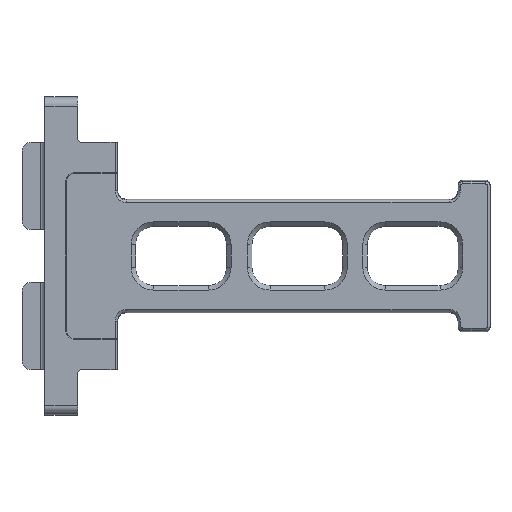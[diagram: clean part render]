
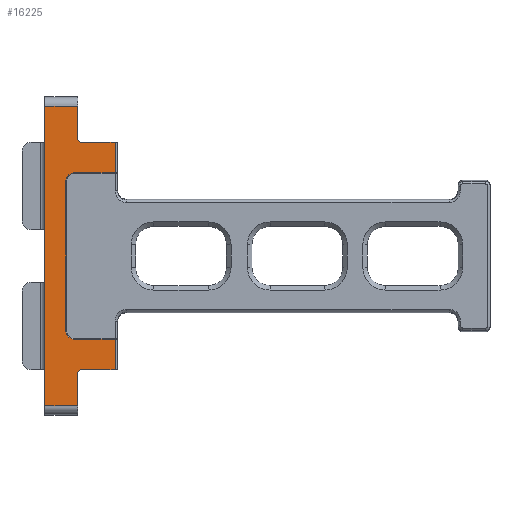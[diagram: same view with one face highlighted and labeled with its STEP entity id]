
A CAD part, front view. The second image highlights one B-rep face of the part: STEP entity #16225.
In plain terms, the highlighted planar face has unit normal (0, -1, 0).
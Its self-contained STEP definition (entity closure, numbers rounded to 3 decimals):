
#110 = EDGE_CURVE ( 'NONE', #15928, #203, #15326, .T. ) ;
#203 = VERTEX_POINT ( 'NONE', #11764 ) ;
#256 = VECTOR ( 'NONE', #4938, 1000. ) ;
#322 = ORIENTED_EDGE ( 'NONE', *, *, #11132, .F. ) ;
#418 = EDGE_LOOP ( 'NONE', ( #10814, #6019, #15768, #9259, #6368, #12199, #322, #10443, #9554, #7142, #13442, #5303, #14436, #5911, #12093, #4663 ) ) ;
#514 = CARTESIAN_POINT ( 'NONE',  ( 100.081, 16.5, -19.7 ) ) ;
#781 = CARTESIAN_POINT ( 'NONE',  ( 6.6, 16.5, 21.6 ) ) ;
#863 = CARTESIAN_POINT ( 'NONE',  ( 17.5, 16.5, -13. ) ) ;
#887 = CARTESIAN_POINT ( 'NONE',  ( 17.5, 16.5, 30.3 ) ) ;
#1011 = DIRECTION ( 'NONE',  ( 0., 0., 1. ) ) ;
#1079 = CARTESIAN_POINT ( 'NONE',  ( 17.5, 16.5, 23.6 ) ) ;
#1169 = LINE ( 'NONE', #15031, #6373 ) ;
#1179 = DIRECTION ( 'NONE',  ( 0., 0., 1. ) ) ;
#1388 = CIRCLE ( 'NONE', #6905, 1. ) ;
#1540 = VERTEX_POINT ( 'NONE', #6952 ) ;
#1656 = DIRECTION ( 'NONE',  ( -1., 0., 0. ) ) ;
#2337 = CARTESIAN_POINT ( 'NONE',  ( 10.25, 16.5, -20.7 ) ) ;
#2342 = VERTEX_POINT ( 'NONE', #14639 ) ;
#2357 = AXIS2_PLACEMENT_3D ( 'NONE', #2337, #2424, #14880 ) ;
#2391 = CARTESIAN_POINT ( 'NONE',  ( 8.6, 16.5, -13. ) ) ;
#2424 = DIRECTION ( 'NONE',  ( 0., 1., 0. ) ) ;
#2509 = VECTOR ( 'NONE', #1011, 1000. ) ;
#2637 = VERTEX_POINT ( 'NONE', #12978 ) ;
#2700 = EDGE_CURVE ( 'NONE', #11276, #2342, #12729, .T. ) ;
#3182 = CARTESIAN_POINT ( 'NONE',  ( 9.25, 16.5, -20.7 ) ) ;
#3303 = CARTESIAN_POINT ( 'NONE',  ( 2., 16.5, 38.3 ) ) ;
#3378 = DIRECTION ( 'NONE',  ( -1., 0., 0. ) ) ;
#3532 = VERTEX_POINT ( 'NONE', #7687 ) ;
#3693 = LINE ( 'NONE', #12616, #256 ) ;
#3725 = EDGE_CURVE ( 'NONE', #9125, #8056, #4792, .T. ) ;
#3897 = EDGE_CURVE ( 'NONE', #15928, #11423, #12222, .T. ) ;
#4157 = DIRECTION ( 'NONE',  ( -1., 0., 0. ) ) ;
#4403 = DIRECTION ( 'NONE',  ( 0., 1., 0. ) ) ;
#4663 = ORIENTED_EDGE ( 'NONE', *, *, #12062, .T. ) ;
#4696 = CARTESIAN_POINT ( 'NONE',  ( 10.25, 16.5, 31.3 ) ) ;
#4699 = EDGE_CURVE ( 'NONE', #14251, #8056, #14953, .T. ) ;
#4792 = LINE ( 'NONE', #7182, #2509 ) ;
#4855 = DIRECTION ( 'NONE',  ( 0., 0., -1. ) ) ;
#4938 = DIRECTION ( 'NONE',  ( 0., 0., -1. ) ) ;
#4949 = DIRECTION ( 'NONE',  ( 0., 1., 0. ) ) ;
#4953 = CIRCLE ( 'NONE', #12603, 2. ) ;
#4959 = CARTESIAN_POINT ( 'NONE',  ( 16.4, 16.5, -13. ) ) ;
#5303 = ORIENTED_EDGE ( 'NONE', *, *, #10132, .T. ) ;
#5406 = DIRECTION ( 'NONE',  ( -1., 0., 0. ) ) ;
#5652 = CARTESIAN_POINT ( 'NONE',  ( 100.081, 16.5, 22.7 ) ) ;
#5911 = ORIENTED_EDGE ( 'NONE', *, *, #3897, .T. ) ;
#5950 = CARTESIAN_POINT ( 'NONE',  ( 17.5, 16.5, 22.7 ) ) ;
#6019 = ORIENTED_EDGE ( 'NONE', *, *, #14638, .T. ) ;
#6153 = VECTOR ( 'NONE', #9232, 1000. ) ;
#6172 = CARTESIAN_POINT ( 'NONE',  ( 9.25, 16.5, 40.3 ) ) ;
#6368 = ORIENTED_EDGE ( 'NONE', *, *, #10475, .T. ) ;
#6373 = VECTOR ( 'NONE', #8741, 1000. ) ;
#6558 = CARTESIAN_POINT ( 'NONE',  ( 4., 16.5, 38.3 ) ) ;
#6565 = VECTOR ( 'NONE', #4855, 1000. ) ;
#6569 = CIRCLE ( 'NONE', #2357, 1. ) ;
#6857 = AXIS2_PLACEMENT_3D ( 'NONE', #16304, #8851, #16228 ) ;
#6905 = AXIS2_PLACEMENT_3D ( 'NONE', #4696, #4949, #3378 ) ;
#6952 = CARTESIAN_POINT ( 'NONE',  ( 6.6, 16.5, -11. ) ) ;
#7105 = EDGE_CURVE ( 'NONE', #13820, #14455, #6569, .T. ) ;
#7142 = ORIENTED_EDGE ( 'NONE', *, *, #14870, .T. ) ;
#7182 = CARTESIAN_POINT ( 'NONE',  ( 17.5, 16.5, 22.7 ) ) ;
#7317 = CARTESIAN_POINT ( 'NONE',  ( 9.25, 16.5, -27.7 ) ) ;
#7396 = VECTOR ( 'NONE', #5406, 1000. ) ;
#7687 = CARTESIAN_POINT ( 'NONE',  ( 10.25, 16.5, 30.3 ) ) ;
#7742 = VECTOR ( 'NONE', #11050, 1000. ) ;
#7768 = VECTOR ( 'NONE', #1179, 1000. ) ;
#7887 = VERTEX_POINT ( 'NONE', #781 ) ;
#8056 = VERTEX_POINT ( 'NONE', #863 ) ;
#8157 = DIRECTION ( 'NONE',  ( 1., 0., 0. ) ) ;
#8357 = CARTESIAN_POINT ( 'NONE',  ( 9.25, 16.5, 38.3 ) ) ;
#8741 = DIRECTION ( 'NONE',  ( -1., 0., 0. ) ) ;
#8851 = DIRECTION ( 'NONE',  ( 0., 1., 0. ) ) ;
#9125 = VERTEX_POINT ( 'NONE', #13946 ) ;
#9232 = DIRECTION ( 'NONE',  ( 0., 0., -1. ) ) ;
#9259 = ORIENTED_EDGE ( 'NONE', *, *, #14218, .T. ) ;
#9440 = CARTESIAN_POINT ( 'NONE',  ( 10.25, 16.5, -19.7 ) ) ;
#9554 = ORIENTED_EDGE ( 'NONE', *, *, #4699, .F. ) ;
#10132 = EDGE_CURVE ( 'NONE', #7887, #203, #12124, .T. ) ;
#10443 = ORIENTED_EDGE ( 'NONE', *, *, #3725, .T. ) ;
#10471 = VECTOR ( 'NONE', #4157, 1000. ) ;
#10475 = EDGE_CURVE ( 'NONE', #12948, #13820, #12291, .T. ) ;
#10552 = CARTESIAN_POINT ( 'NONE',  ( 2., 16.5, 22.7 ) ) ;
#10806 = VECTOR ( 'NONE', #1656, 1000. ) ;
#10814 = ORIENTED_EDGE ( 'NONE', *, *, #14384, .F. ) ;
#10820 = CARTESIAN_POINT ( 'NONE',  ( 8.6, 16.5, -11. ) ) ;
#10953 = CARTESIAN_POINT ( 'NONE',  ( 9.25, 16.5, -29.7 ) ) ;
#11050 = DIRECTION ( 'NONE',  ( 1., 0., 0. ) ) ;
#11132 = EDGE_CURVE ( 'NONE', #9125, #14455, #14304, .T. ) ;
#11162 = DIRECTION ( 'NONE',  ( -1., 0., 0. ) ) ;
#11276 = VERTEX_POINT ( 'NONE', #3303 ) ;
#11334 = VECTOR ( 'NONE', #11433, 1000. ) ;
#11423 = VERTEX_POINT ( 'NONE', #887 ) ;
#11433 = DIRECTION ( 'NONE',  ( 0., 0., 1. ) ) ;
#11681 = LINE ( 'NONE', #6558, #10471 ) ;
#11764 = CARTESIAN_POINT ( 'NONE',  ( 8.6, 16.5, 23.6 ) ) ;
#11926 = PLANE ( 'NONE',  #12354 ) ;
#12062 = EDGE_CURVE ( 'NONE', #3532, #2637, #1388, .T. ) ;
#12093 = ORIENTED_EDGE ( 'NONE', *, *, #12138, .T. ) ;
#12101 = VECTOR ( 'NONE', #8157, 1000. ) ;
#12124 = CIRCLE ( 'NONE', #6857, 2. ) ;
#12138 = EDGE_CURVE ( 'NONE', #11423, #3532, #1169, .T. ) ;
#12199 = ORIENTED_EDGE ( 'NONE', *, *, #7105, .T. ) ;
#12222 = LINE ( 'NONE', #5950, #7768 ) ;
#12291 = LINE ( 'NONE', #10953, #11334 ) ;
#12354 = AXIS2_PLACEMENT_3D ( 'NONE', #5652, #4403, #11162 ) ;
#12603 = AXIS2_PLACEMENT_3D ( 'NONE', #10820, #15807, #14651 ) ;
#12616 = CARTESIAN_POINT ( 'NONE',  ( 6.6, 16.5, 15. ) ) ;
#12729 = LINE ( 'NONE', #10552, #6153 ) ;
#12948 = VERTEX_POINT ( 'NONE', #7317 ) ;
#12978 = CARTESIAN_POINT ( 'NONE',  ( 9.25, 16.5, 31.3 ) ) ;
#13090 = CARTESIAN_POINT ( 'NONE',  ( 16.4, 16.5, 23.6 ) ) ;
#13166 = FACE_OUTER_BOUND ( 'NONE', #418, .T. ) ;
#13365 = LINE ( 'NONE', #15687, #12101 ) ;
#13442 = ORIENTED_EDGE ( 'NONE', *, *, #14352, .F. ) ;
#13820 = VERTEX_POINT ( 'NONE', #3182 ) ;
#13894 = VERTEX_POINT ( 'NONE', #8357 ) ;
#13946 = CARTESIAN_POINT ( 'NONE',  ( 17.5, 16.5, -19.7 ) ) ;
#14218 = EDGE_CURVE ( 'NONE', #2342, #12948, #13365, .T. ) ;
#14251 = VERTEX_POINT ( 'NONE', #2391 ) ;
#14304 = LINE ( 'NONE', #514, #10806 ) ;
#14352 = EDGE_CURVE ( 'NONE', #7887, #1540, #3693, .T. ) ;
#14384 = EDGE_CURVE ( 'NONE', #13894, #2637, #16185, .T. ) ;
#14436 = ORIENTED_EDGE ( 'NONE', *, *, #110, .F. ) ;
#14455 = VERTEX_POINT ( 'NONE', #9440 ) ;
#14638 = EDGE_CURVE ( 'NONE', #13894, #11276, #11681, .T. ) ;
#14639 = CARTESIAN_POINT ( 'NONE',  ( 2., 16.5, -27.7 ) ) ;
#14651 = DIRECTION ( 'NONE',  ( -1., 0., 0. ) ) ;
#14870 = EDGE_CURVE ( 'NONE', #14251, #1540, #4953, .T. ) ;
#14880 = DIRECTION ( 'NONE',  ( -1., 0., 0. ) ) ;
#14953 = LINE ( 'NONE', #4959, #7742 ) ;
#15031 = CARTESIAN_POINT ( 'NONE',  ( 100.081, 16.5, 30.3 ) ) ;
#15326 = LINE ( 'NONE', #13090, #7396 ) ;
#15687 = CARTESIAN_POINT ( 'NONE',  ( 9.25, 16.5, -27.7 ) ) ;
#15768 = ORIENTED_EDGE ( 'NONE', *, *, #2700, .T. ) ;
#15807 = DIRECTION ( 'NONE',  ( 0., 1., 0. ) ) ;
#15928 = VERTEX_POINT ( 'NONE', #1079 ) ;
#16185 = LINE ( 'NONE', #6172, #6565 ) ;
#16225 = ADVANCED_FACE ( 'NONE', ( #13166 ), #11926, .F. ) ;
#16228 = DIRECTION ( 'NONE',  ( -1., 0., 0. ) ) ;
#16304 = CARTESIAN_POINT ( 'NONE',  ( 8.6, 16.5, 21.6 ) ) ;
